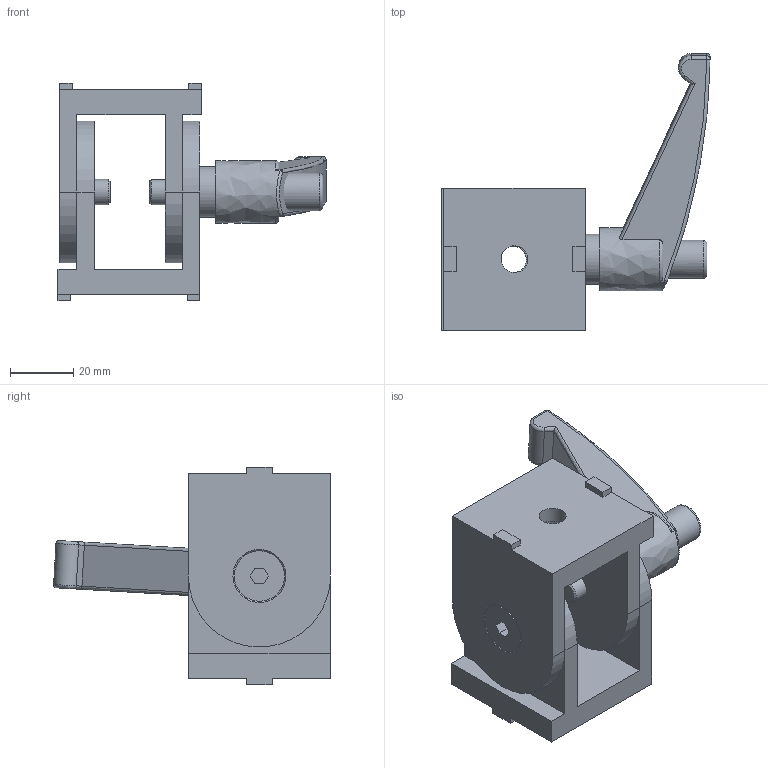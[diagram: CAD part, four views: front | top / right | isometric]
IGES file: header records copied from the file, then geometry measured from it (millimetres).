
Global section: file name: 324546; native system: Autodesk Inventor 2021; preprocessor: unknown; author: Rosický,; organization: 11; date: 20221007.075912; units: millimetre
Bounding box: 84.99 x 87.77 x 69 mm (x, y, z)
Volume: 94061.7 mm3; surface area: 38239.5 mm2
Topology: 6 solids, 6 shells, 116 faces, 306 edges, 205 vertices
Faces by surface type: bspline 116
